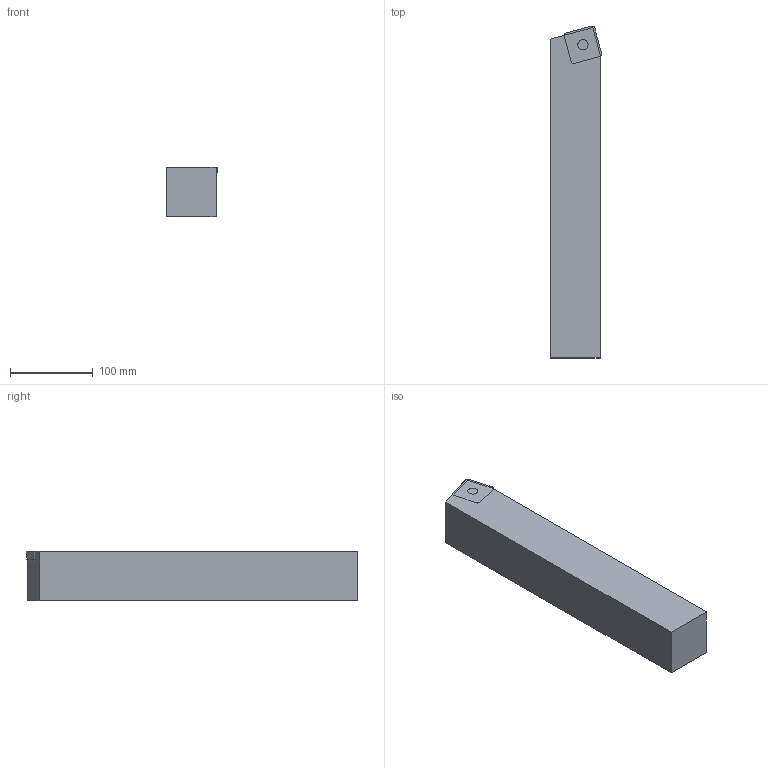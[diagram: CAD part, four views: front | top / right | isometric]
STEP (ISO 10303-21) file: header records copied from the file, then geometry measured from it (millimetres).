
FILE_DESCRIPTION(/* description */ (''),/* implementation_level */ '2;1');
FILE_NAME(/* name */ 'SSBCL_6060_V_38_A_115014244ndi000_00.stp',/* time_stamp */ '2022-06-15T12:06:11+02:00',/* author */ (''),/* organization */ (''),/* preprocessor_version */ 'ST-DEVELOPER v16.7',/* originating_system */ 'SIEMENS PLM Software NX 12.0',/* authorisation */ '');
FILE_SCHEMA (('AUTOMOTIVE_DESIGN { 1 0 10303 214 3 1 1 1 }'));
Length unit declared in the file: millimetre
Products named in the file (1): mp5439F4BA0Ci5sn
Bounding box: 61.98 x 399.99 x 59.95 mm (x, y, z)
Volume: 1424474.2 mm3; surface area: 108580.9 mm2
Topology: 3 solids, 3 shells, 39 faces, 92 edges, 59 vertices
Faces by surface type: plane 23, cylinder 10, cone 5, torus 1
Full cylindrical faces by diameter (mm): 8.7 x1, 12.7 x1
Entity records: 1121 total; most frequent: DIRECTION 191, CARTESIAN_POINT 181, ORIENTED_EDGE 170, EDGE_CURVE 85, AXIS2_PLACEMENT_3D 66, LINE 59, VECTOR 59, VERTEX_POINT 56
